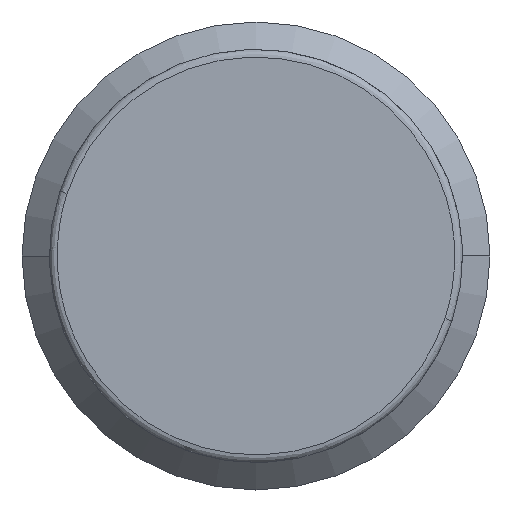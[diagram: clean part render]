
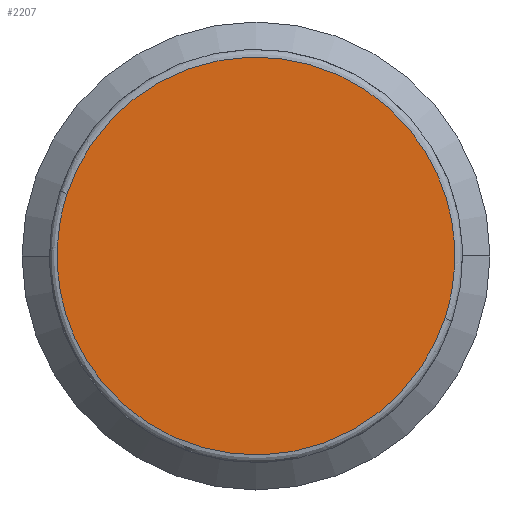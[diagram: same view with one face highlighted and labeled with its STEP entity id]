
A CAD part, left-side view. The second image highlights one B-rep face of the part: STEP entity #2207.
In plain terms, the highlighted planar face has unit normal (-1, 0, 0).
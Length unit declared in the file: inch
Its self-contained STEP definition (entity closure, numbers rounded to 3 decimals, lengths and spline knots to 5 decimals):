
#77 = CARTESIAN_POINT ( 'NONE',  ( -0.07874, 0.19061, 0.0631 ) ) ;
#450 = CARTESIAN_POINT ( 'NONE',  ( -0.07874, -0.31682, 0.31813 ) ) ;
#470 = EDGE_LOOP ( 'NONE', ( #3085, #3026 ) ) ;
#668 = AXIS2_PLACEMENT_3D ( 'NONE', #752, #1122, #3391 ) ;
#725 =( BOUNDED_CURVE ( )  B_SPLINE_CURVE ( 3, ( #77, #1200, #450, #4541 ),
 .UNSPECIFIED., .F., .F. ) 
 B_SPLINE_CURVE_WITH_KNOTS ( ( 4, 4 ),
 ( 0., 0.5 ),
 .UNSPECIFIED. ) 
 CURVE ( )  GEOMETRIC_REPRESENTATION_ITEM ( )  RATIONAL_B_SPLINE_CURVE ( ( 1., 0.333, 0.333, 1. ) ) 
 REPRESENTATION_ITEM ( '' )  );
#752 = CARTESIAN_POINT ( 'NONE',  ( -0.07874, 0., 0. ) ) ;
#891 = CARTESIAN_POINT ( 'NONE',  ( -0.07874, 0.19061, 0.0631 ) ) ;
#1122 = DIRECTION ( 'NONE',  ( 1., 0., 0. ) ) ;
#1161 = CARTESIAN_POINT ( 'NONE',  ( -0.07874, -0.19061, -0.0631 ) ) ;
#1200 = CARTESIAN_POINT ( 'NONE',  ( -0.07874, 0.06441, 0.44433 ) ) ;
#1279 = CARTESIAN_POINT ( 'NONE',  ( -0.07874, 0.31682, -0.31813 ) ) ;
#1345 = CARTESIAN_POINT ( 'NONE',  ( -0.07874, -0.19061, -0.0631 ) ) ;
#1665 = CARTESIAN_POINT ( 'NONE',  ( -0.07874, -0.06441, -0.44433 ) ) ;
#1899 = PLANE ( 'NONE',  #668 ) ;
#2116 =( BOUNDED_CURVE ( )  B_SPLINE_CURVE ( 3, ( #1161, #1665, #1279, #2808 ),
 .UNSPECIFIED., .F., .F. ) 
 B_SPLINE_CURVE_WITH_KNOTS ( ( 4, 4 ),
 ( 0.5, 1. ),
 .UNSPECIFIED. ) 
 CURVE ( )  GEOMETRIC_REPRESENTATION_ITEM ( )  RATIONAL_B_SPLINE_CURVE ( ( 1., 0.333, 0.333, 1. ) ) 
 REPRESENTATION_ITEM ( '' )  );
#2207 = ADVANCED_FACE ( 'NONE', ( #2368 ), #1899, .F. ) ;
#2368 = FACE_OUTER_BOUND ( 'NONE', #470, .T. ) ;
#2808 = CARTESIAN_POINT ( 'NONE',  ( -0.07874, 0.19061, 0.0631 ) ) ;
#3026 = ORIENTED_EDGE ( 'NONE', *, *, #3291, .F. ) ;
#3085 = ORIENTED_EDGE ( 'NONE', *, *, #3271, .F. ) ;
#3271 = EDGE_CURVE ( 'NONE', #4585, #3460, #725, .T. ) ;
#3291 = EDGE_CURVE ( 'NONE', #3460, #4585, #2116, .T. ) ;
#3391 = DIRECTION ( 'NONE',  ( 0., 0.949, 0.314 ) ) ;
#3460 = VERTEX_POINT ( 'NONE', #1345 ) ;
#4541 = CARTESIAN_POINT ( 'NONE',  ( -0.07874, -0.19061, -0.0631 ) ) ;
#4585 = VERTEX_POINT ( 'NONE', #891 ) ;
